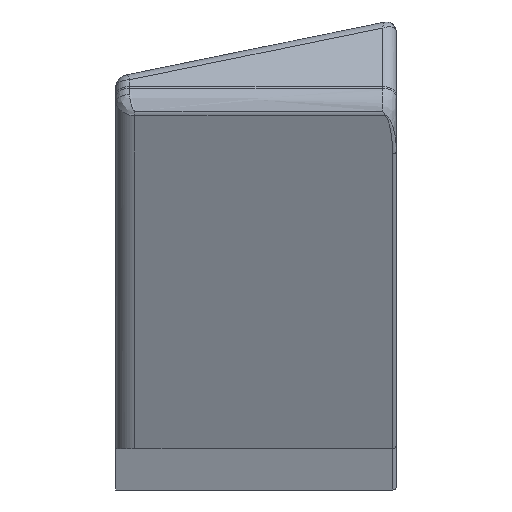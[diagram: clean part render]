
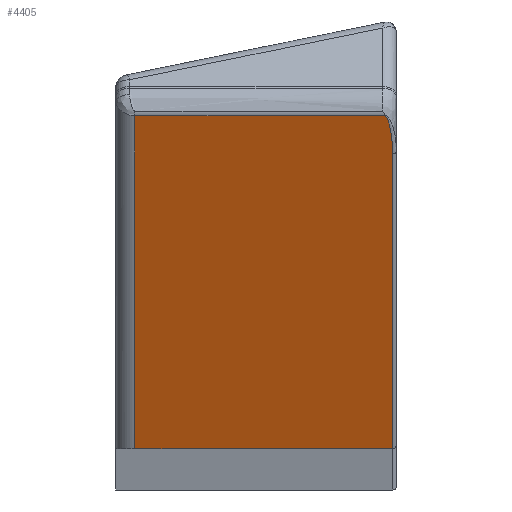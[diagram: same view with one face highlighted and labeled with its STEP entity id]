
A CAD part, left-side view. The second image highlights one B-rep face of the part: STEP entity #4405.
In plain terms, the highlighted planar face has unit normal (-0.92, 0, -0.392).
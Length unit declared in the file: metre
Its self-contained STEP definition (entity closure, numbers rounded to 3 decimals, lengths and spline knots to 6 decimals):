
#312=B_SPLINE_CURVE_WITH_KNOTS('',3,(#7042,#7043,#7044,#7045,#7046,#7047,
#7048,#7049,#7050),.UNSPECIFIED.,.F.,.F.,(4,1,1,1,1,1,4),(0.,
0.004341,0.008682,0.010853,0.013023,
0.015194,0.017364),.UNSPECIFIED.);
#501=LINE('',#7028,#777);
#504=LINE('',#7040,#780);
#505=LINE('',#7052,#781);
#506=LINE('',#7054,#782);
#777=VECTOR('',#5419,1.);
#780=VECTOR('',#5426,1.);
#781=VECTOR('',#5427,1.);
#782=VECTOR('',#5428,1.);
#1142=ORIENTED_EDGE('',*,*,#2548,.T.);
#1143=ORIENTED_EDGE('',*,*,#2549,.T.);
#1144=ORIENTED_EDGE('',*,*,#2550,.T.);
#1145=ORIENTED_EDGE('',*,*,#2551,.T.);
#1146=ORIENTED_EDGE('',*,*,#2543,.F.);
#2543=EDGE_CURVE('',#3246,#3247,#501,.T.);
#2548=EDGE_CURVE('',#3246,#3250,#504,.T.);
#2549=EDGE_CURVE('',#3250,#3251,#312,.T.);
#2550=EDGE_CURVE('',#3251,#3252,#505,.T.);
#2551=EDGE_CURVE('',#3252,#3247,#506,.F.);
#3246=VERTEX_POINT('',#7027);
#3247=VERTEX_POINT('',#7029);
#3250=VERTEX_POINT('',#7041);
#3251=VERTEX_POINT('',#7051);
#3252=VERTEX_POINT('',#7053);
#3764=EDGE_LOOP('',(#1142,#1143,#1144,#1145,#1146));
#4057=FACE_BOUND('',#3764,.T.);
#4341=PLANE('',#4755);
#4405=ADVANCED_FACE('',(#4057),#4341,.T.);
#4755=AXIS2_PLACEMENT_3D('',#7039,#5424,#5425);
#5419=DIRECTION('',(0.,1.,0.));
#5424=DIRECTION('',(-0.92,0.,-0.392));
#5425=DIRECTION('',(-0.392,0.,0.92));
#5426=DIRECTION('',(-0.392,0.,0.92));
#5427=DIRECTION('',(0.,1.,0.));
#5428=DIRECTION('',(-0.392,0.,0.92));
#7027=CARTESIAN_POINT('',(-0.185569,-0.072597,-0.125824));
#7028=CARTESIAN_POINT('',(-0.185569,-0.074097,-0.125824));
#7029=CARTESIAN_POINT('',(-0.185569,0.034091,-0.125824));
#7039=CARTESIAN_POINT('',(-0.199658,-0.074097,-0.092801));
#7040=CARTESIAN_POINT('',(-0.199658,-0.072597,-0.092801));
#7041=CARTESIAN_POINT('',(-0.237677,-0.072597,-0.003688));
#7042=CARTESIAN_POINT('',(-0.237677,-0.072597,-0.003688));
#7043=CARTESIAN_POINT('',(-0.238246,-0.072597,-0.002354));
#7044=CARTESIAN_POINT('',(-0.239382,-0.072509,0.000307));
#7045=CARTESIAN_POINT('',(-0.240797,-0.072167,0.003625));
#7046=CARTESIAN_POINT('',(-0.24192,-0.071702,0.006257));
#7047=CARTESIAN_POINT('',(-0.242753,-0.071233,0.008209));
#7048=CARTESIAN_POINT('',(-0.243566,-0.070575,0.010115));
#7049=CARTESIAN_POINT('',(-0.244086,-0.069941,0.011333));
#7050=CARTESIAN_POINT('',(-0.244303,-0.069461,0.011842));
#7051=CARTESIAN_POINT('',(-0.244303,-0.069461,0.011842));
#7052=CARTESIAN_POINT('',(-0.244303,-0.074097,0.011842));
#7053=CARTESIAN_POINT('',(-0.244303,0.034091,0.011842));
#7054=CARTESIAN_POINT('',(-0.185569,0.034091,-0.125824));
